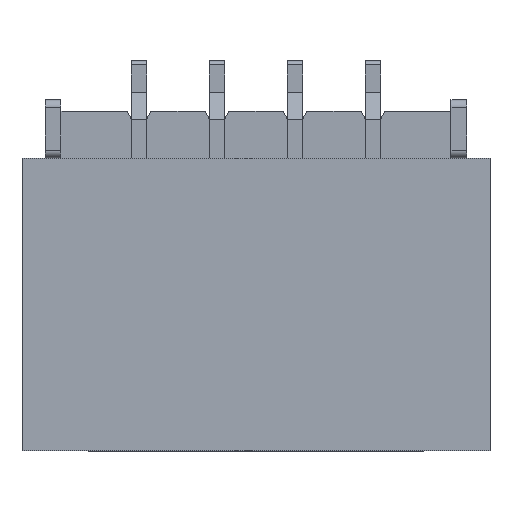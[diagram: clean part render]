
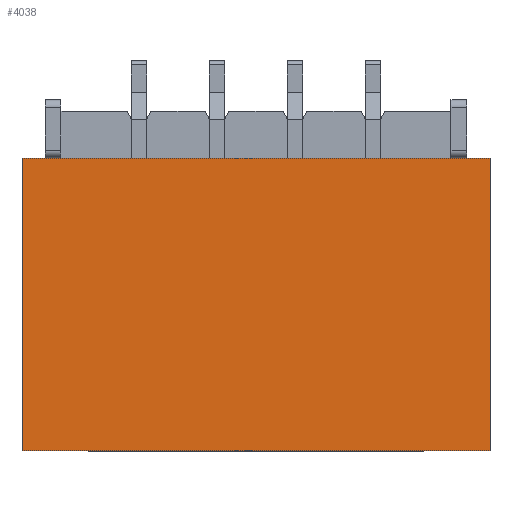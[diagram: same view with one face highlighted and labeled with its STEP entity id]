
A CAD part, top view. The second image highlights one B-rep face of the part: STEP entity #4038.
In plain terms, the highlighted planar face has unit normal (0, 0, 1).
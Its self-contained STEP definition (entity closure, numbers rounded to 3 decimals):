
#180=ORIENTED_EDGE('',*,*,#993,.T.);
#181=ORIENTED_EDGE('',*,*,#1039,.F.);
#182=ORIENTED_EDGE('',*,*,#1040,.F.);
#183=ORIENTED_EDGE('',*,*,#1041,.T.);
#993=EDGE_CURVE('',#1426,#1425,#1705,.T.);
#1039=EDGE_CURVE('',#1468,#1425,#1751,.T.);
#1040=EDGE_CURVE('',#1469,#1468,#1752,.T.);
#1041=EDGE_CURVE('',#1469,#1426,#1753,.T.);
#1425=VERTEX_POINT('',#5279);
#1426=VERTEX_POINT('',#5281);
#1468=VERTEX_POINT('',#5370);
#1469=VERTEX_POINT('',#5374);
#1705=LINE('',#5280,#2081);
#1751=LINE('',#5371,#2127);
#1752=LINE('',#5373,#2128);
#1753=LINE('',#5375,#2129);
#2081=VECTOR('',#4446,1000.);
#2127=VECTOR('',#4496,1000.);
#2128=VECTOR('',#4499,1000.);
#2129=VECTOR('',#4500,1000.);
#2441=EDGE_LOOP('',(#180,#181,#182,#183));
#2609=FACE_BOUND('',#2441,.T.);
#2775=PLANE('',#4206);
#4038=ADVANCED_FACE('',(#2609),#2775,.T.);
#4206=AXIS2_PLACEMENT_3D('',#5372,#4497,#4498);
#4446=DIRECTION('',(-1.,0.,0.));
#4496=DIRECTION('',(0.,1.,0.));
#4497=DIRECTION('',(0.,0.,1.));
#4498=DIRECTION('',(0.,-1.,0.));
#4499=DIRECTION('',(-1.,0.,0.));
#4500=DIRECTION('',(0.,1.,0.));
#5279=CARTESIAN_POINT('',(-3.,1.575,1.5));
#5280=CARTESIAN_POINT('',(-3.,1.575,1.5));
#5281=CARTESIAN_POINT('',(3.,1.575,1.5));
#5370=CARTESIAN_POINT('',(-3.,-2.175,1.5));
#5371=CARTESIAN_POINT('',(-3.,-2.175,1.5));
#5372=CARTESIAN_POINT('',(3.,-2.175,1.5));
#5373=CARTESIAN_POINT('',(3.,-2.175,1.5));
#5374=CARTESIAN_POINT('',(3.,-2.175,1.5));
#5375=CARTESIAN_POINT('',(3.,-2.175,1.5));
